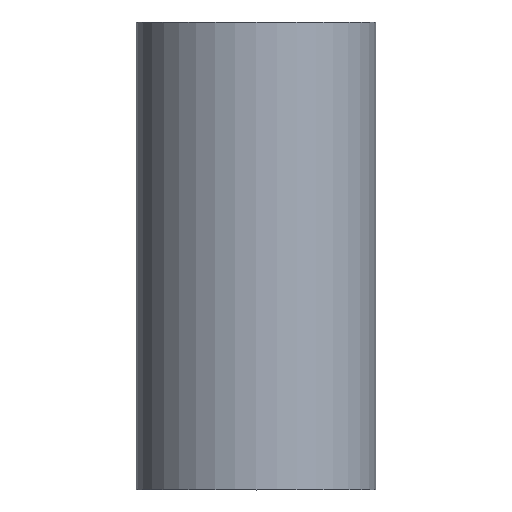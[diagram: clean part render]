
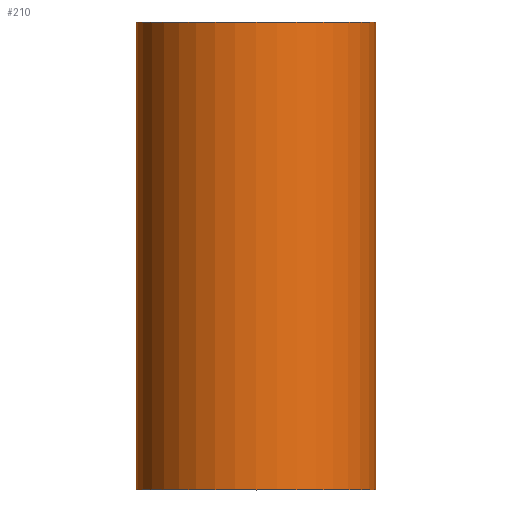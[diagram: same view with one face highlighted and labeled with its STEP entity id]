
A CAD part, top view. The second image highlights one B-rep face of the part: STEP entity #210.
In plain terms, the highlighted cylindrical face has radius 5 mm (diameter 10 mm), a full revolution.
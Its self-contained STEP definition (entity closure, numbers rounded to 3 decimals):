
#55=FACE_OUTER_BOUND('',#69,.T.);
#69=EDGE_LOOP('',(#187,#188,#189,#190));
#80=LINE('',#400,#89);
#89=VECTOR('',#280,5.);
#93=CIRCLE('',#240,5.);
#95=CIRCLE('',#245,5.);
#102=VERTEX_POINT('',#301);
#116=VERTEX_POINT('',#399);
#121=EDGE_CURVE('',#102,#102,#93,.T.);
#142=EDGE_CURVE('',#102,#116,#80,.T.);
#143=EDGE_CURVE('',#116,#116,#95,.T.);
#187=ORIENTED_EDGE('',*,*,#121,.F.);
#188=ORIENTED_EDGE('',*,*,#142,.T.);
#189=ORIENTED_EDGE('',*,*,#143,.T.);
#190=ORIENTED_EDGE('',*,*,#142,.F.);
#199=CYLINDRICAL_SURFACE('',#244,5.);
#210=ADVANCED_FACE('',(#55),#199,.T.);
#240=AXIS2_PLACEMENT_3D('',#302,#263,#264);
#244=AXIS2_PLACEMENT_3D('',#398,#278,#279);
#245=AXIS2_PLACEMENT_3D('',#401,#281,#282);
#263=DIRECTION('center_axis',(0.,1.,0.));
#264=DIRECTION('ref_axis',(1.,0.,0.));
#278=DIRECTION('center_axis',(0.,1.,0.));
#279=DIRECTION('ref_axis',(-1.,0.,0.));
#280=DIRECTION('',(0.,-1.,0.));
#281=DIRECTION('center_axis',(0.,1.,0.));
#282=DIRECTION('ref_axis',(-1.,0.,0.));
#301=CARTESIAN_POINT('',(5.,19.5,0.));
#302=CARTESIAN_POINT('Origin',(0.,19.5,0.));
#398=CARTESIAN_POINT('Origin',(0.,0.,0.));
#399=CARTESIAN_POINT('',(5.,0.,0.));
#400=CARTESIAN_POINT('',(5.,0.,0.));
#401=CARTESIAN_POINT('Origin',(0.,0.,0.));
